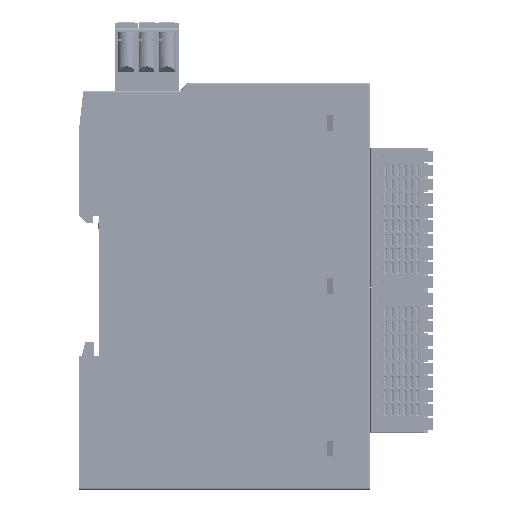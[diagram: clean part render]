
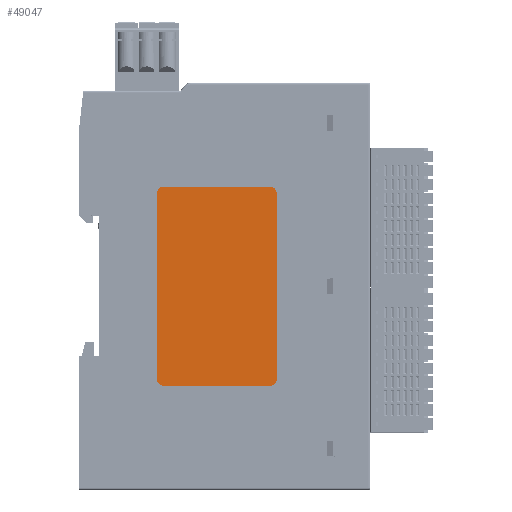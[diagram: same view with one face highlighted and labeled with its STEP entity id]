
A CAD part, top view. The second image highlights one B-rep face of the part: STEP entity #49047.
In plain terms, the highlighted planar face has unit normal (0, 0, 1).
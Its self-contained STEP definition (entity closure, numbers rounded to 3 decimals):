
#18855=LINE('',#285683,#36551);
#18858=LINE('',#285689,#36554);
#18862=LINE('',#285697,#36558);
#18864=LINE('',#285701,#36560);
#36551=VECTOR('',#216822,1.);
#36554=VECTOR('',#216827,1.);
#36558=VECTOR('',#216833,1.);
#36560=VECTOR('',#216837,1.);
#49047=ADVANCED_FACE('',(#64891),#56484,.F.);
#56484=PLANE('',#181502);
#64891=FACE_OUTER_BOUND('',#75005,.T.);
#75005=EDGE_LOOP('',(#109833,#109834,#109835,#109836,#109837,#109838,#109839,
#109840));
#109833=ORIENTED_EDGE('',*,*,#159172,.F.);
#109834=ORIENTED_EDGE('',*,*,#159177,.T.);
#109835=ORIENTED_EDGE('',*,*,#159174,.F.);
#109836=ORIENTED_EDGE('',*,*,#159178,.T.);
#109837=ORIENTED_EDGE('',*,*,#159165,.F.);
#109838=ORIENTED_EDGE('',*,*,#159179,.T.);
#109839=ORIENTED_EDGE('',*,*,#159168,.F.);
#109840=ORIENTED_EDGE('',*,*,#159180,.T.);
#137825=VERTEX_POINT('',#285684);
#137826=VERTEX_POINT('',#285685);
#137827=VERTEX_POINT('',#285690);
#137828=VERTEX_POINT('',#285691);
#137829=VERTEX_POINT('',#285696);
#137830=VERTEX_POINT('',#285698);
#137831=VERTEX_POINT('',#285702);
#137832=VERTEX_POINT('',#285703);
#159165=EDGE_CURVE('',#137825,#137826,#18855,.T.);
#159168=EDGE_CURVE('',#137827,#137828,#18858,.T.);
#159172=EDGE_CURVE('',#137829,#137830,#18862,.T.);
#159174=EDGE_CURVE('',#137831,#137832,#18864,.T.);
#159177=EDGE_CURVE('',#137829,#137832,#170763,.T.);
#159178=EDGE_CURVE('',#137831,#137826,#170764,.T.);
#159179=EDGE_CURVE('',#137825,#137828,#170765,.T.);
#159180=EDGE_CURVE('',#137827,#137830,#170766,.T.);
#170763=CIRCLE('',#181498,1.8);
#170764=CIRCLE('',#181499,1.8);
#170765=CIRCLE('',#181500,1.8);
#170766=CIRCLE('',#181501,1.8);
#181498=AXIS2_PLACEMENT_3D('',#285707,#216842,#216843);
#181499=AXIS2_PLACEMENT_3D('',#285708,#216844,#216845);
#181500=AXIS2_PLACEMENT_3D('',#285709,#216846,#216847);
#181501=AXIS2_PLACEMENT_3D('',#285710,#216848,#216849);
#181502=AXIS2_PLACEMENT_3D('',#285711,#216850,#216851);
#216822=DIRECTION('',(-1.,0.,0.));
#216827=DIRECTION('',(0.,-1.,0.));
#216833=DIRECTION('',(1.,0.,0.));
#216837=DIRECTION('',(0.,1.,0.));
#216842=DIRECTION('',(0.,0.,1.));
#216843=DIRECTION('',(-1.,0.,0.));
#216844=DIRECTION('',(0.,0.,1.));
#216845=DIRECTION('',(-1.,0.,0.));
#216846=DIRECTION('',(0.,0.,1.));
#216847=DIRECTION('',(-1.,0.,0.));
#216848=DIRECTION('',(0.,0.,1.));
#216849=DIRECTION('',(-1.,0.,0.));
#216850=DIRECTION('',(0.,0.,-1.));
#216851=DIRECTION('',(-1.,0.,0.));
#285683=CARTESIAN_POINT('',(-245.077,127.265,-42.3));
#285684=CARTESIAN_POINT('',(-231.777,127.265,-42.3));
#285685=CARTESIAN_POINT('',(-258.377,127.265,-42.3));
#285689=CARTESIAN_POINT('',(-229.977,152.365,-42.3));
#285690=CARTESIAN_POINT('',(-229.977,175.665,-42.3));
#285691=CARTESIAN_POINT('',(-229.977,129.065,-42.3));
#285696=CARTESIAN_POINT('',(-258.377,177.465,-42.3));
#285697=CARTESIAN_POINT('',(-245.077,177.465,-42.3));
#285698=CARTESIAN_POINT('',(-231.777,177.465,-42.3));
#285701=CARTESIAN_POINT('',(-260.177,177.365,-42.3));
#285702=CARTESIAN_POINT('',(-260.177,129.065,-42.3));
#285703=CARTESIAN_POINT('',(-260.177,175.665,-42.3));
#285707=CARTESIAN_POINT('',(-258.377,175.665,-42.3));
#285708=CARTESIAN_POINT('',(-258.377,129.065,-42.3));
#285709=CARTESIAN_POINT('',(-231.777,129.065,-42.3));
#285710=CARTESIAN_POINT('',(-231.777,175.665,-42.3));
#285711=CARTESIAN_POINT('',(-256.37,152.374,-42.3));
